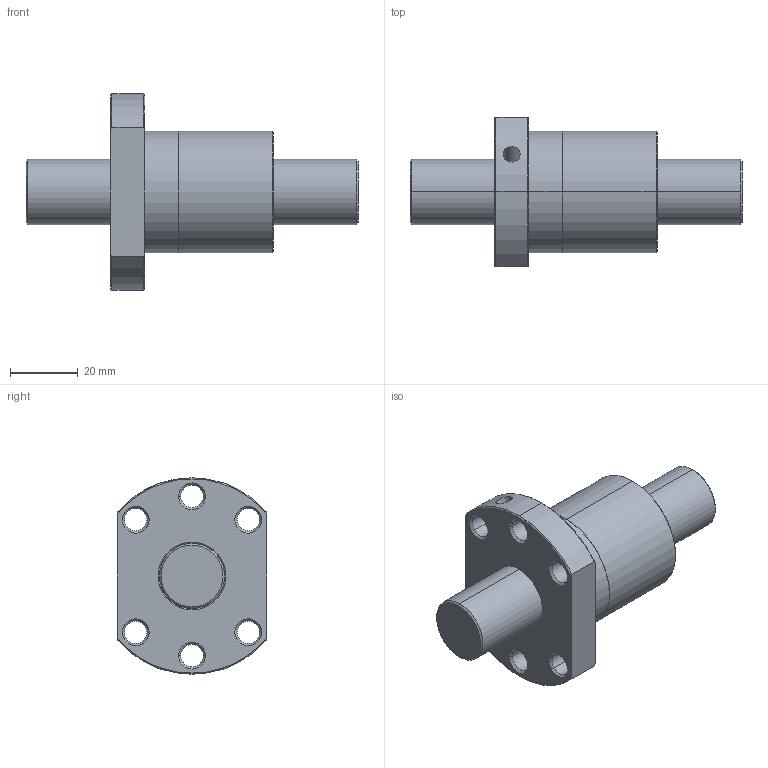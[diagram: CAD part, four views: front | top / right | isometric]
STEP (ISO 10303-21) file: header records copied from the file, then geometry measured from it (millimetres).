
FILE_DESCRIPTION(('no description'),'unknown implementation level');
FILE_NAME('R20_10K3_FSCDIN_98_98_0_052_FILE_3.stp',' ',('HIWIN GmbH'),('CADClick - KiM GmbH - www.kimweb.de'),'unknown preprocess','ACIS','unknown authorization');
FILE_SCHEMA(('automotive_design'));
Length unit declared in the file: millimetre
Products named in the file (2): R20-10K3-FSCDIN 98 98 0.052_FILE; R20-10K3-FSCDIN 98 98 0.052_FILE_1
Bounding box: 98 x 44 x 58 mm (x, y, z)
Volume: 73410.1 mm3; surface area: 20236.8 mm2
Topology: 2 solids, 2 shells, 78 faces, 176 edges, 103 vertices
Faces by surface type: cone 44, cylinder 26, plane 8
Entity records: 4297 total; most frequent: CARTESIAN_POINT 440, DIRECTION 416, STYLED_ITEM 357, PRESENTATION_STYLE_ASSIGNMENT 357, COLOUR_RGB 357, ORIENTED_EDGE 348, EDGE_CURVE 174, CURVE_STYLE 174
